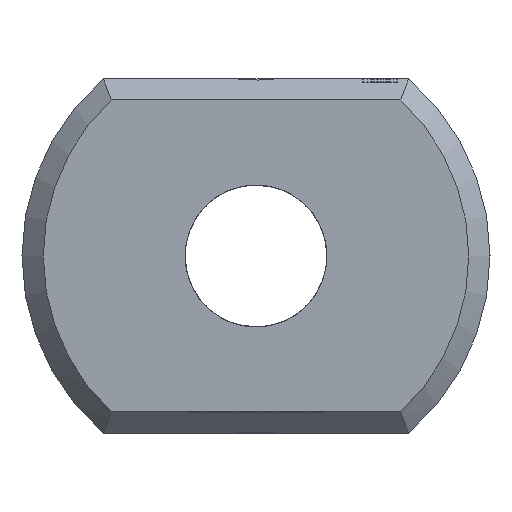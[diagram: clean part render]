
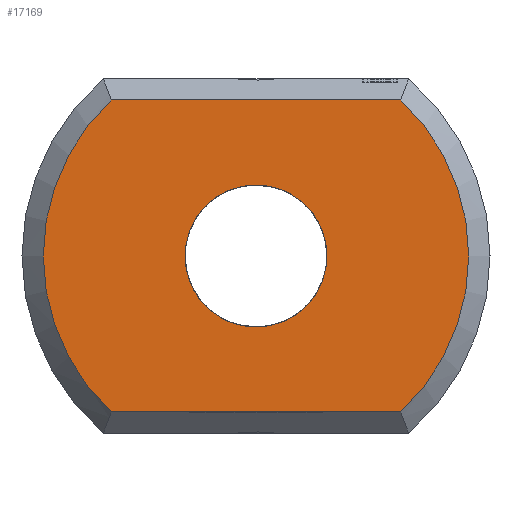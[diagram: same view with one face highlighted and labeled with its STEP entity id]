
A CAD part, left-side view. The second image highlights one B-rep face of the part: STEP entity #17169.
In plain terms, the highlighted planar face has unit normal (-1, 0, 0).
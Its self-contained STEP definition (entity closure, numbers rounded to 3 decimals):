
#4227 = VERTEX_POINT('',#4228);
#4228 = CARTESIAN_POINT('',(0.,-2.04,2.2));
#4237 = VERTEX_POINT('',#4238);
#4238 = CARTESIAN_POINT('',(0.,-2.04,-2.2));
#4245 = EDGE_CURVE('',#4227,#4237,#4246,.T.);
#4246 = CIRCLE('',#4247,3.);
#4247 = AXIS2_PLACEMENT_3D('',#4248,#4249,#4250);
#4248 = CARTESIAN_POINT('',(0.,0.,0.));
#4249 = DIRECTION('',(1.,0.,0.));
#4250 = DIRECTION('',(0.,-0.653,0.758)
  );
#5468 = VERTEX_POINT('',#5469);
#5469 = CARTESIAN_POINT('',(0.,2.04,2.2));
#5476 = EDGE_CURVE('',#4227,#5468,#5477,.T.);
#5477 = LINE('',#5478,#5479);
#5478 = CARTESIAN_POINT('',(0.,-2.154,2.2));
#5479 = VECTOR('',#5480,1.);
#5480 = DIRECTION('',(0.,1.,0.));
#17169 = ADVANCED_FACE('',(#17170,#17189),#17200,.F.);
#17170 = FACE_BOUND('',#17171,.F.);
#17171 = EDGE_LOOP('',(#17172,#17181,#17182,#17183));
#17172 = ORIENTED_EDGE('',*,*,#17173,.T.);
#17173 = EDGE_CURVE('',#17174,#5468,#17176,.T.);
#17174 = VERTEX_POINT('',#17175);
#17175 = CARTESIAN_POINT('',(0.,2.04,-2.2));
#17176 = CIRCLE('',#17177,3.);
#17177 = AXIS2_PLACEMENT_3D('',#17178,#17179,#17180);
#17178 = CARTESIAN_POINT('',(0.,0.,0.));
#17179 = DIRECTION('',(1.,0.,0.));
#17180 = DIRECTION('',(0.,0.653,-0.758)
  );
#17181 = ORIENTED_EDGE('',*,*,#5476,.F.);
#17182 = ORIENTED_EDGE('',*,*,#4245,.T.);
#17183 = ORIENTED_EDGE('',*,*,#17184,.T.);
#17184 = EDGE_CURVE('',#4237,#17174,#17185,.T.);
#17185 = LINE('',#17186,#17187);
#17186 = CARTESIAN_POINT('',(0.,-2.154,-2.2));
#17187 = VECTOR('',#17188,1.);
#17188 = DIRECTION('',(0.,1.,0.));
#17189 = FACE_BOUND('',#17190,.T.);
#17190 = EDGE_LOOP('',(#17191));
#17191 = ORIENTED_EDGE('',*,*,#17192,.T.);
#17192 = EDGE_CURVE('',#17193,#17193,#17195,.T.);
#17193 = VERTEX_POINT('',#17194);
#17194 = CARTESIAN_POINT('',(0.,1.,0.)
  );
#17195 = CIRCLE('',#17196,1.);
#17196 = AXIS2_PLACEMENT_3D('',#17197,#17198,#17199);
#17197 = CARTESIAN_POINT('',(0.,0.,0.));
#17198 = DIRECTION('',(1.,0.,0.));
#17199 = DIRECTION('',(0.,1.,0.));
#17200 = PLANE('',#17201);
#17201 = AXIS2_PLACEMENT_3D('',#17202,#17203,#17204);
#17202 = CARTESIAN_POINT('',(0.,0.,0.));
#17203 = DIRECTION('',(1.,0.,0.));
#17204 = DIRECTION('',(0.,0.,1.));
